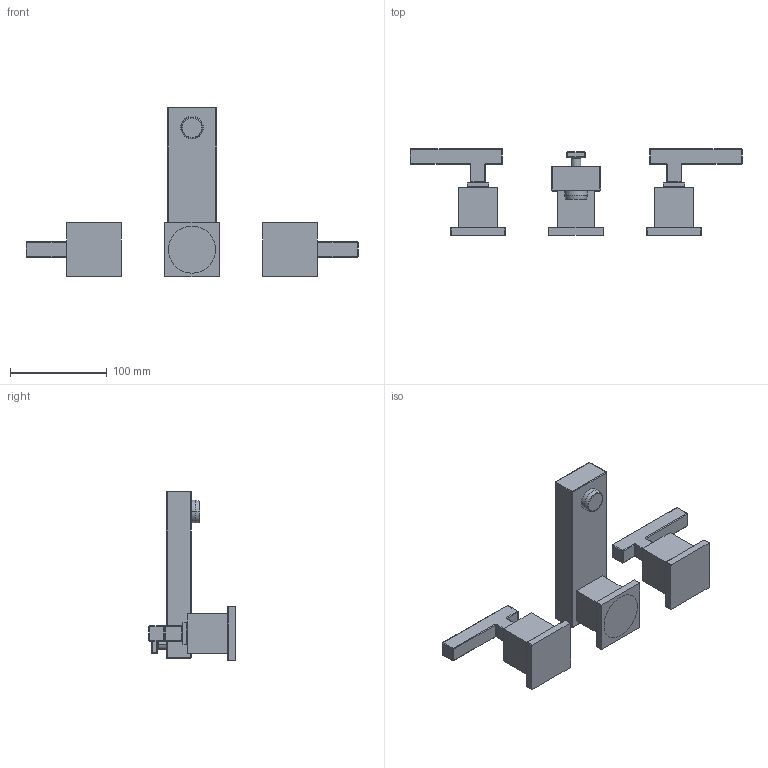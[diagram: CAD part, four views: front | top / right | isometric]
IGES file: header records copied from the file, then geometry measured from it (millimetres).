
Start section:  PTC IGES file: 2020.igs
Global section: file name: 2020.igs; native system: Creo Parametric by PTC Inc.; preprocessor: 2018400; author: jinson.thomas; organization: Unknown; date: 20201127.101321; units: inch
Bounding box: 343.41 x 89.28 x 175.54 mm (x, y, z)
Volume: 509783.1 mm3; surface area: 97981.1 mm2
Topology: 3 solids, 5 shells, 277 faces, 634 edges, 338 vertices
Faces by surface type: revolution 186, bspline 91
